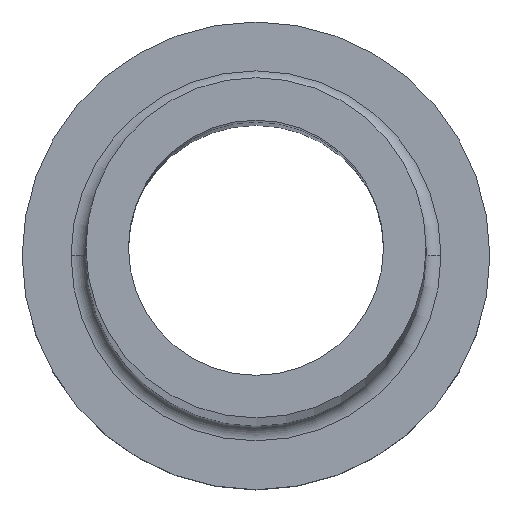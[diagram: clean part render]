
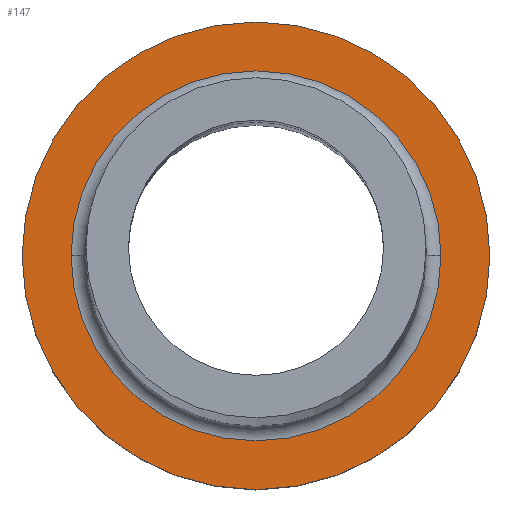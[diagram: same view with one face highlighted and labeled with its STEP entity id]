
A CAD part, top view. The second image highlights one B-rep face of the part: STEP entity #147.
In plain terms, the highlighted planar face has unit normal (0, 0, 1).
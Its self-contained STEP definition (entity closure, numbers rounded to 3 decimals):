
#6 = EDGE_CURVE ( 'NONE', #297, #408, #333, .T. ) ;
#24 = FACE_OUTER_BOUND ( 'NONE', #279, .T. ) ;
#28 = CARTESIAN_POINT ( 'NONE',  ( 11., 0., 7. ) ) ;
#40 = DIRECTION ( 'NONE',  ( 1., 0., 0. ) ) ;
#57 = AXIS2_PLACEMENT_3D ( 'NONE', #317, #460, #107 ) ;
#66 = DIRECTION ( 'NONE',  ( 0., 0., -1. ) ) ;
#87 = DIRECTION ( 'NONE',  ( 0., 0., 1. ) ) ;
#93 = ORIENTED_EDGE ( 'NONE', *, *, #424, .T. ) ;
#101 = DIRECTION ( 'NONE',  ( 0., 0., 1. ) ) ;
#104 = FACE_BOUND ( 'NONE', #281, .T. ) ;
#107 = DIRECTION ( 'NONE',  ( 1., 0., 0. ) ) ;
#125 = ORIENTED_EDGE ( 'NONE', *, *, #176, .T. ) ;
#130 = EDGE_CURVE ( 'NONE', #265, #196, #402, .T. ) ;
#131 = CARTESIAN_POINT ( 'NONE',  ( 0., 0., 7. ) ) ;
#146 = CIRCLE ( 'NONE', #352, 8.7 ) ;
#147 = ADVANCED_FACE ( 'NONE', ( #104, #24 ), #177, .T. ) ;
#150 = CARTESIAN_POINT ( 'NONE',  ( -8.7, 0., 7. ) ) ;
#176 = EDGE_CURVE ( 'NONE', #408, #297, #146, .T. ) ;
#177 = PLANE ( 'NONE',  #419 ) ;
#196 = VERTEX_POINT ( 'NONE', #315 ) ;
#198 = CARTESIAN_POINT ( 'NONE',  ( 0., 0., 7. ) ) ;
#201 = DIRECTION ( 'NONE',  ( 1., 0., 0. ) ) ;
#211 = CARTESIAN_POINT ( 'NONE',  ( 0., 0., 7. ) ) ;
#251 = DIRECTION ( 'NONE',  ( 1., 0., 0. ) ) ;
#265 = VERTEX_POINT ( 'NONE', #28 ) ;
#267 = AXIS2_PLACEMENT_3D ( 'NONE', #131, #87, #201 ) ;
#279 = EDGE_LOOP ( 'NONE', ( #93, #294 ) ) ;
#281 = EDGE_LOOP ( 'NONE', ( #372, #125 ) ) ;
#294 = ORIENTED_EDGE ( 'NONE', *, *, #130, .T. ) ;
#297 = VERTEX_POINT ( 'NONE', #347 ) ;
#315 = CARTESIAN_POINT ( 'NONE',  ( -11., 0., 7. ) ) ;
#317 = CARTESIAN_POINT ( 'NONE',  ( 0., 0., 7. ) ) ;
#318 = DIRECTION ( 'NONE',  ( 0., 0., -1. ) ) ;
#333 = CIRCLE ( 'NONE', #395, 8.7 ) ;
#347 = CARTESIAN_POINT ( 'NONE',  ( 8.7, 0., 7. ) ) ;
#352 = AXIS2_PLACEMENT_3D ( 'NONE', #211, #66, #383 ) ;
#372 = ORIENTED_EDGE ( 'NONE', *, *, #6, .T. ) ;
#383 = DIRECTION ( 'NONE',  ( 1., 0., 0. ) ) ;
#393 = CIRCLE ( 'NONE', #57, 11. ) ;
#395 = AXIS2_PLACEMENT_3D ( 'NONE', #198, #318, #40 ) ;
#402 = CIRCLE ( 'NONE', #267, 11. ) ;
#408 = VERTEX_POINT ( 'NONE', #150 ) ;
#418 = CARTESIAN_POINT ( 'NONE',  ( 0., 0., 7. ) ) ;
#419 = AXIS2_PLACEMENT_3D ( 'NONE', #418, #101, #251 ) ;
#424 = EDGE_CURVE ( 'NONE', #196, #265, #393, .T. ) ;
#460 = DIRECTION ( 'NONE',  ( 0., 0., 1. ) ) ;
